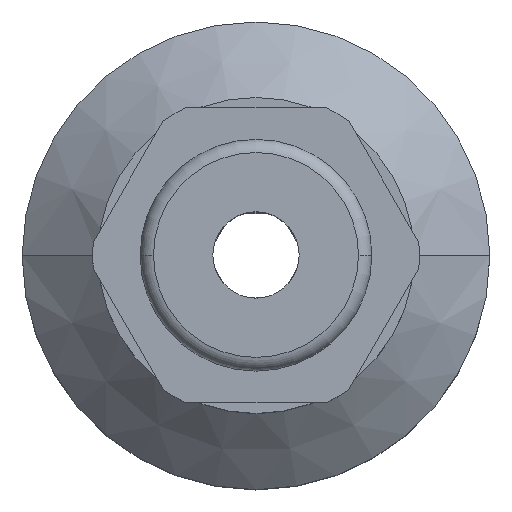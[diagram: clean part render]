
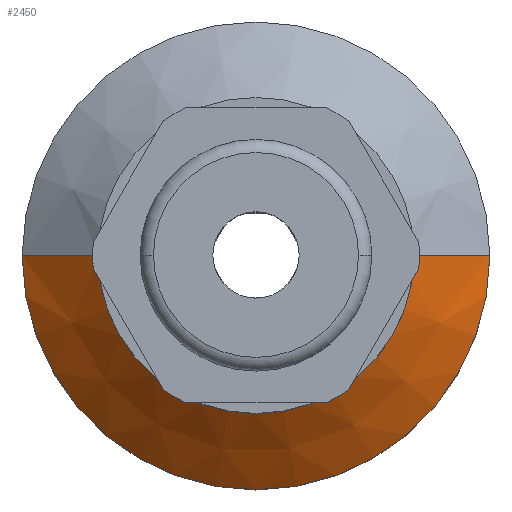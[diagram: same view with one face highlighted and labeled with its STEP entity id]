
A CAD part, top view. The second image highlights one B-rep face of the part: STEP entity #2450.
In plain terms, the highlighted conical face has half-angle 49.579 degrees and reference radius 7.5 mm.
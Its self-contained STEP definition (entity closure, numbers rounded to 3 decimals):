
#94 = EDGE_CURVE ( 'NONE', #854, #1036, #325, .T. ) ;
#98 = DIRECTION ( 'NONE',  ( 1., 0., 0. ) ) ;
#104 = ORIENTED_EDGE ( 'NONE', *, *, #94, .F. ) ;
#314 = VERTEX_POINT ( 'NONE', #787 ) ;
#322 = ORIENTED_EDGE ( 'NONE', *, *, #1243, .F. ) ;
#325 = CIRCLE ( 'NONE', #2559, 7.5 ) ;
#370 = VECTOR ( 'NONE', #1595, 1000. ) ;
#461 = CARTESIAN_POINT ( 'NONE',  ( 11.1, 0., -10.042 ) ) ;
#535 = FACE_OUTER_BOUND ( 'NONE', #1659, .T. ) ;
#583 = AXIS2_PLACEMENT_3D ( 'NONE', #1744, #1563, #1176 ) ;
#617 = CARTESIAN_POINT ( 'NONE',  ( 0., 0., -10.042 ) ) ;
#787 = CARTESIAN_POINT ( 'NONE',  ( -11.1, 0., -10.042 ) ) ;
#791 = LINE ( 'NONE', #2187, #1538 ) ;
#813 = EDGE_CURVE ( 'NONE', #314, #1297, #2018, .T. ) ;
#854 = VERTEX_POINT ( 'NONE', #1988 ) ;
#1036 = VERTEX_POINT ( 'NONE', #1093 ) ;
#1067 = ORIENTED_EDGE ( 'NONE', *, *, #1193, .T. ) ;
#1093 = CARTESIAN_POINT ( 'NONE',  ( 7.5, 0., -6.976 ) ) ;
#1176 = DIRECTION ( 'NONE',  ( -1., 0., 0. ) ) ;
#1193 = EDGE_CURVE ( 'NONE', #854, #314, #1998, .T. ) ;
#1205 = CONICAL_SURFACE ( 'NONE', #583, 7.5, 0.865 ) ;
#1213 = DIRECTION ( 'NONE',  ( 0., 0., 1. ) ) ;
#1243 = EDGE_CURVE ( 'NONE', #1036, #1297, #791, .T. ) ;
#1297 = VERTEX_POINT ( 'NONE', #461 ) ;
#1367 = CARTESIAN_POINT ( 'NONE',  ( -7.5, 0., -6.976 ) ) ;
#1509 = ORIENTED_EDGE ( 'NONE', *, *, #813, .T. ) ;
#1538 = VECTOR ( 'NONE', #2371, 1000. ) ;
#1563 = DIRECTION ( 'NONE',  ( 0., 0., -1. ) ) ;
#1595 = DIRECTION ( 'NONE',  ( -0.761, 0., -0.648 ) ) ;
#1659 = EDGE_LOOP ( 'NONE', ( #322, #104, #1067, #1509 ) ) ;
#1744 = CARTESIAN_POINT ( 'NONE',  ( 0., 0., -6.976 ) ) ;
#1764 = DIRECTION ( 'NONE',  ( 1., 0., 0. ) ) ;
#1988 = CARTESIAN_POINT ( 'NONE',  ( -7.5, 0., -6.976 ) ) ;
#1998 = LINE ( 'NONE', #1367, #370 ) ;
#2018 = CIRCLE ( 'NONE', #2345, 11.1 ) ;
#2187 = CARTESIAN_POINT ( 'NONE',  ( 7.5, 0., -6.976 ) ) ;
#2345 = AXIS2_PLACEMENT_3D ( 'NONE', #617, #1213, #1764 ) ;
#2371 = DIRECTION ( 'NONE',  ( 0.761, 0., -0.648 ) ) ;
#2441 = CARTESIAN_POINT ( 'NONE',  ( 0., 0., -6.976 ) ) ;
#2450 = ADVANCED_FACE ( 'NONE', ( #535 ), #1205, .T. ) ;
#2494 = DIRECTION ( 'NONE',  ( 0., 0., 1. ) ) ;
#2559 = AXIS2_PLACEMENT_3D ( 'NONE', #2441, #2494, #98 ) ;
